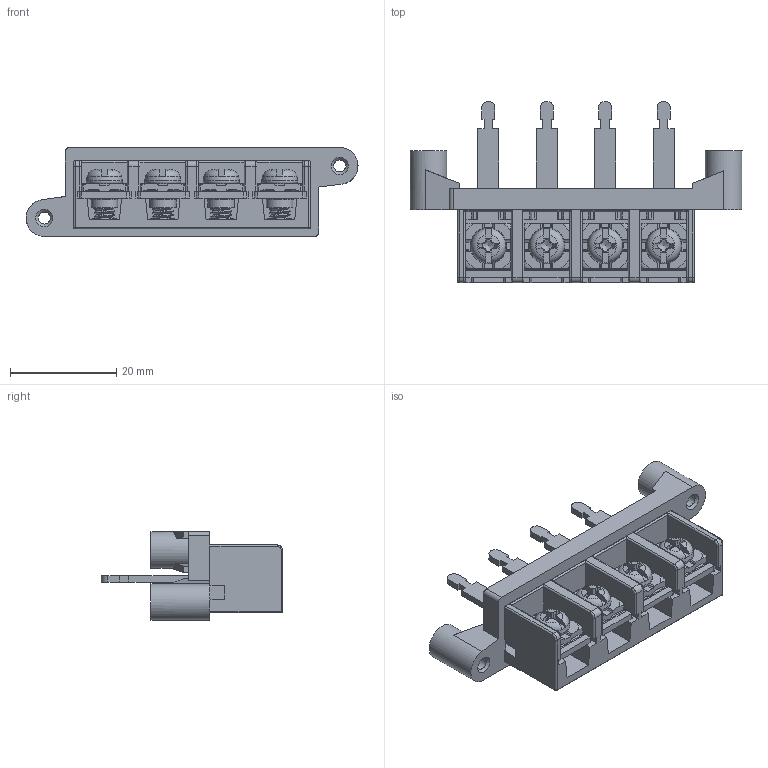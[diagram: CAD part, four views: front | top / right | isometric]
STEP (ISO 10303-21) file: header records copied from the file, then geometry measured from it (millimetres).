
FILE_DESCRIPTION( ( 'Unknown' ), '1' );
FILE_NAME( 'TE1-124-04.stp', 'Unknown', ( 'Unknown' ), ( 'Unknown' ), 'XStep 1.0', 'Unknown', ' ' );
FILE_SCHEMA( ( 'automotive_design' ) );
Length unit declared in the file: millimetre
Products named in the file (1): 1
Bounding box: 62.5 x 34.15 x 16.7 mm (x, y, z)
Volume: 7074.8 mm3; surface area: 10296.2 mm2
Topology: 1 solids, 4 shells, 1001 faces, 2988 edges, 1914 vertices
Faces by surface type: plane 655, cylinder 189, cone 62, bspline 44, torus 22, revolution 19, sphere 10
Full cylindrical faces by diameter (mm): 2.25 x2, 2.95 x12, 3.45 x4, 5 x4, 6.9 x2
Entity records: 44022 total; most frequent: CARTESIAN_POINT 9888, ORIENTED_EDGE 5752, DIRECTION 5210, EDGE_CURVE 2876, VERTEX_POINT 1862, LINE 1825, VECTOR 1825, AXIS2_PLACEMENT_3D 1683
